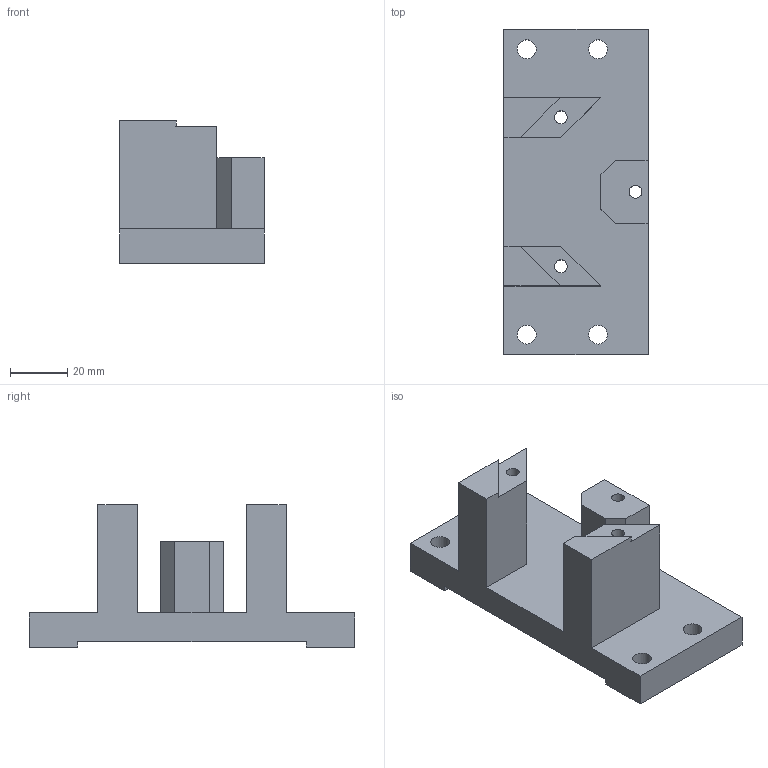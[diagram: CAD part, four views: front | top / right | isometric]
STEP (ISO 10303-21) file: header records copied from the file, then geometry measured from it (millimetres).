
FILE_DESCRIPTION(/* description */ (' BS2 Optics Mount'),/* implementation_level */ '2;1');
FILE_NAME(/* name */ 'FAB-P0038 - BS2 Optics Mount.stp',/* time_stamp */ '2020-02-10T11:56:42+00:00',/* author */ ('whgu0532'),/* organization */ (''),/* preprocessor_version */ 'ST-DEVELOPER v18',/* originating_system */ 'Autodesk Inventor 2020',/* authorisation */ '');
FILE_SCHEMA (('AUTOMOTIVE_DESIGN { 1 0 10303 214 3 1 1 }'));
Length unit declared in the file: millimetre
Products named in the file (1): FAB-P0038
Bounding box: 50.5 x 114 x 49.9 mm (x, y, z)
Volume: 92157.2 mm3; surface area: 26640.9 mm2
Topology: 1 solids, 1 shells, 48 faces, 161 edges, 131 vertices
Faces by surface type: plane 34, cylinder 13, cone 1
Full cylindrical faces by diameter (mm): 4 x1, 4.5 x3, 6.6 x4, 8 x3
Entity records: 1793 total; most frequent: CARTESIAN_POINT 318, DIRECTION 300, ORIENTED_EDGE 272, EDGE_CURVE 136, AXIS2_PLACEMENT_3D 101, LINE 98, VECTOR 98, VERTEX_POINT 95
